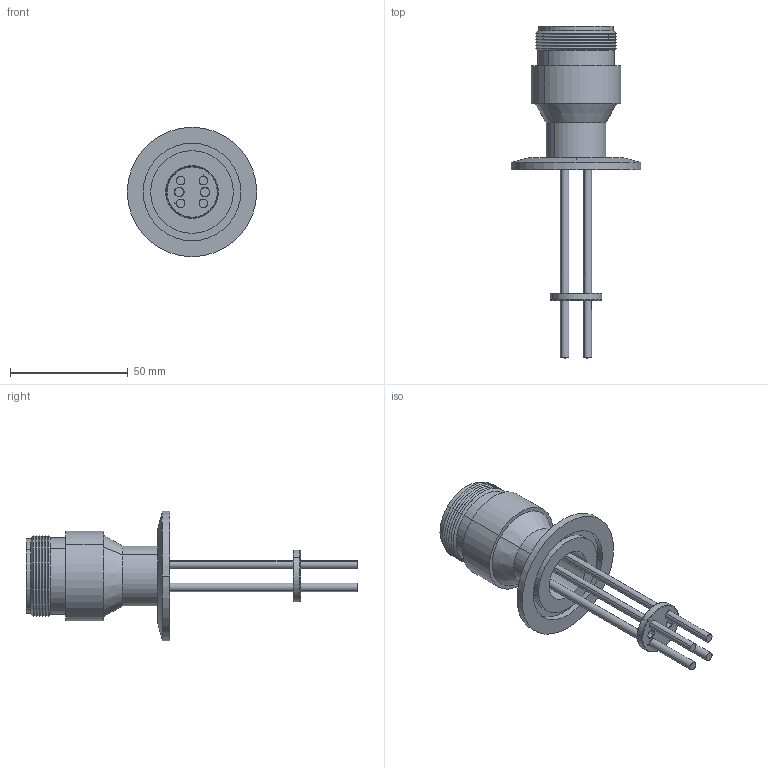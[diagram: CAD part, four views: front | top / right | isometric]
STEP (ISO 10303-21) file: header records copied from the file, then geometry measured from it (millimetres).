
FILE_DESCRIPTION (( 'STEP AP203' ), '1' );
FILE_NAME ('A5079-3-QF.STEP', '2013-03-21T12:27:35', ( '' ), ( '' ), 'SwSTEP 2.0', 'SolidWorks 2012', '' );
FILE_SCHEMA (( 'CONFIG_CONTROL_DESIGN' ));
Length unit declared in the file: inch
Products named in the file (1): A5079-3-QF
Bounding box: 54.89 x 140.91 x 54.89 mm (x, y, z)
Volume: 28908.6 mm3; surface area: 28260.5 mm2
Topology: 1 solids, 1 shells, 189 faces, 432 edges, 267 vertices
Faces by surface type: cylinder 85, cone 55, plane 37, bspline 12
Entity records: 5761 total; most frequent: CARTESIAN_POINT 1257, DIRECTION 1029, ORIENTED_EDGE 848, AXIS2_PLACEMENT_3D 433, EDGE_CURVE 424, VERTEX_POINT 267, CIRCLE 255, EDGE_LOOP 235
